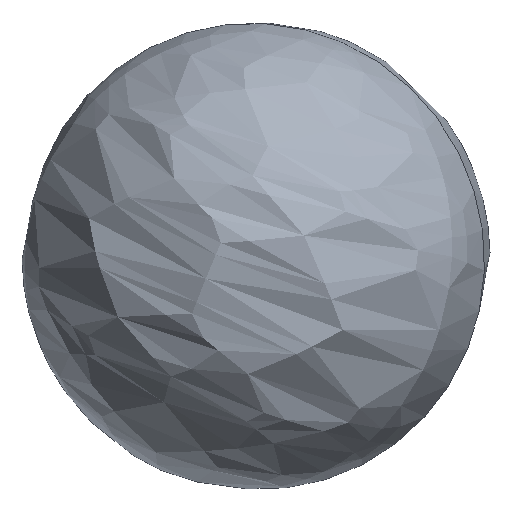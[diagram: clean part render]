
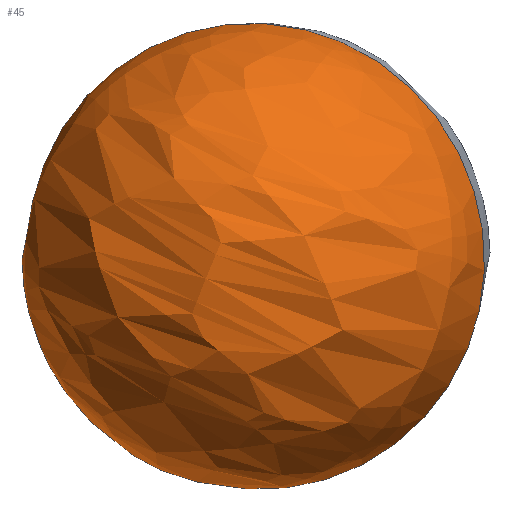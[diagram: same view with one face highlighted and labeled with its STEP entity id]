
A CAD part, isometric view. The second image highlights one B-rep face of the part: STEP entity #45.
In plain terms, the highlighted free-form (B-spline) face has degree [3, 3] with [4, 4] control points.
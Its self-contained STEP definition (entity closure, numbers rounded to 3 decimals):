
#1 = CARTESIAN_POINT ( 'NONE',  ( 7.702, 18.111, 2.68 ) ) ;
#3 = AXIS2_PLACEMENT_3D ( 'NONE', #52, #40, #53 ) ;
#9 = CARTESIAN_POINT ( 'NONE',  ( 4.298, 18.039, -2.68 ) ) ;
#10 = CARTESIAN_POINT ( 'NONE',  ( 6., 18.075, 0. ) ) ;
#12 = CIRCLE ( 'NONE', #27, 3.175 ) ;
#25 = ORIENTED_EDGE ( 'NONE', *, *, #83, .F. ) ;
#27 = AXIS2_PLACEMENT_3D ( 'NONE', #10, #96, #42 ) ;
#40 = DIRECTION ( 'NONE',  ( -0.752, -0.448, 0.483 ) ) ;
#42 = DIRECTION ( 'NONE',  ( 0.536, 0.011, 0.844 ) ) ;
#45 = ADVANCED_FACE ( 'NONE', ( #122 ), #66, .T. ) ;
#51 = CARTESIAN_POINT ( 'NONE',  ( 7.702, 18.111, 2.68 ) ) ;
#52 = CARTESIAN_POINT ( 'NONE',  ( 6., 18.075, 0. ) ) ;
#53 = DIRECTION ( 'NONE',  ( 0.536, 0.011, 0.844 ) ) ;
#57 = CARTESIAN_POINT ( 'NONE',  ( 6.737, 12.364, -4.153 ) ) ;
#58 = CARTESIAN_POINT ( 'NONE',  ( 4.298, 18.039, -2.68 ) ) ;
#59 = CARTESIAN_POINT ( 'NONE',  ( 7.702, 18.111, 2.68 ) ) ;
#61 = EDGE_CURVE ( 'NONE', #135, #104, #120, .T. ) ;
#66 =( BOUNDED_SURFACE ( )  B_SPLINE_SURFACE ( 3, 3, ( 
 ( #51, #106, #59, #149 ),
 ( #74, #73, #109, #147 ),
 ( #86, #137, #84, #57 ),
 ( #94, #58, #87, #9 ) ),
 .UNSPECIFIED., .F., .F., .F. ) 
 B_SPLINE_SURFACE_WITH_KNOTS ( ( 4, 4 ),
 ( 4, 4 ),
 ( 0., 1. ),
 ( 0., 1. ),
 .UNSPECIFIED. ) 
 GEOMETRIC_REPRESENTATION_ITEM ( )  RATIONAL_B_SPLINE_SURFACE ( (
 ( 1., 0.333, 0.333, 1.),
 ( 0.333, 0.111, 0.111, 0.333),
 ( 0.333, 0.111, 0.111, 0.333),
 ( 1., 0.333, 0.333, 1.) ) ) 
 REPRESENTATION_ITEM ( '' )  SURFACE ( )  );
#73 = CARTESIAN_POINT ( 'NONE',  ( -4.286, 18.09, 10.291 ) ) ;
#74 = CARTESIAN_POINT ( 'NONE',  ( 5.263, 23.786, 4.153 ) ) ;
#83 = EDGE_CURVE ( 'NONE', #135, #104, #12, .T. ) ;
#84 = CARTESIAN_POINT ( 'NONE',  ( -2.812, 6.669, 1.985 ) ) ;
#86 = CARTESIAN_POINT ( 'NONE',  ( 1.86, 23.714, -1.208 ) ) ;
#87 = CARTESIAN_POINT ( 'NONE',  ( 4.298, 18.039, -2.68 ) ) ;
#94 = CARTESIAN_POINT ( 'NONE',  ( 4.298, 18.039, -2.68 ) ) ;
#96 = DIRECTION ( 'NONE',  ( 0.752, 0.448, -0.483 ) ) ;
#104 = VERTEX_POINT ( 'NONE', #139 ) ;
#106 = CARTESIAN_POINT ( 'NONE',  ( 7.702, 18.111, 2.68 ) ) ;
#109 = CARTESIAN_POINT ( 'NONE',  ( 0.591, 6.74, 7.346 ) ) ;
#120 = CIRCLE ( 'NONE', #3, 3.175 ) ;
#122 = FACE_OUTER_BOUND ( 'NONE', #148, .T. ) ;
#128 = ORIENTED_EDGE ( 'NONE', *, *, #61, .T. ) ;
#135 = VERTEX_POINT ( 'NONE', #1 ) ;
#137 = CARTESIAN_POINT ( 'NONE',  ( -7.689, 18.019, 4.93 ) ) ;
#139 = CARTESIAN_POINT ( 'NONE',  ( 4.298, 18.039, -2.68 ) ) ;
#147 = CARTESIAN_POINT ( 'NONE',  ( 10.14, 12.436, 1.208 ) ) ;
#148 = EDGE_LOOP ( 'NONE', ( #25, #128 ) ) ;
#149 = CARTESIAN_POINT ( 'NONE',  ( 7.702, 18.111, 2.68 ) ) ;
